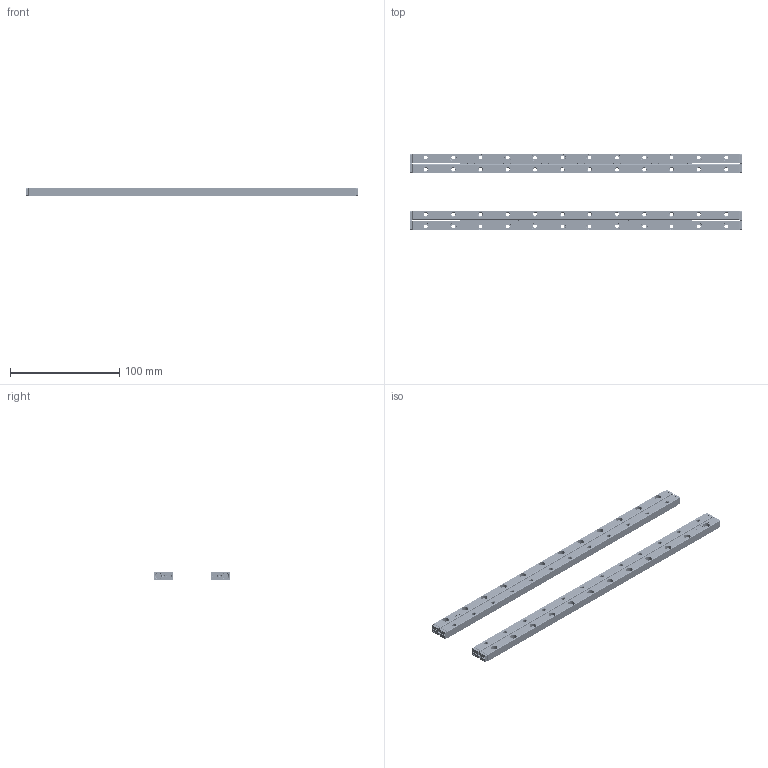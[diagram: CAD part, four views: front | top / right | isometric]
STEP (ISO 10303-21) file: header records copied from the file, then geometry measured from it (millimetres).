
FILE_DESCRIPTION(/* description */ (''),/* implementation_level */ '2;1');
FILE_NAME(/* name */ 'Set RSDE-3300x63KRE_stp_stp_stp.stp',/* time_stamp */ '2025-06-03T11:26:46+02:00',/* author */ (''),/* organization */ (''),/* preprocessor_version */ 'ST-DEVELOPER v16.7',/* originating_system */ 'SIEMENS PLM Software NX 12.0',/* authorisation */ '');
FILE_SCHEMA (('AUTOMOTIVE_DESIGN { 1 0 10303 214 3 1 1 1 }'));
Products named in the file (1): Set RSDE-3300x63KRE_stp_stp_stp
Bounding box: 304.1 x 70 x 8 mm (x, y, z)
Volume: 75210.6 mm3; surface area: 59895.3 mm2
Topology: 158 solids, 158 shells, 6750 faces, 18572 edges, 12142 vertices
Faces by surface type: cylinder 2518, plane 2452, torus 1276, bspline 360, cone 144
Full cylindrical faces by diameter (mm): 0.45 x528, 2 x124, 2.6 x8, 3 x134, 3.2 x16, 3.3 x48, 6 x48
Entity records: 224007 total; most frequent: CARTESIAN_POINT 46477, DIRECTION 35950, ORIENTED_EDGE 33392, EDGE_CURVE 16696, AXIS2_PLACEMENT_3D 14127, VERTEX_POINT 11576, EDGE_LOOP 9200, LINE 7696
